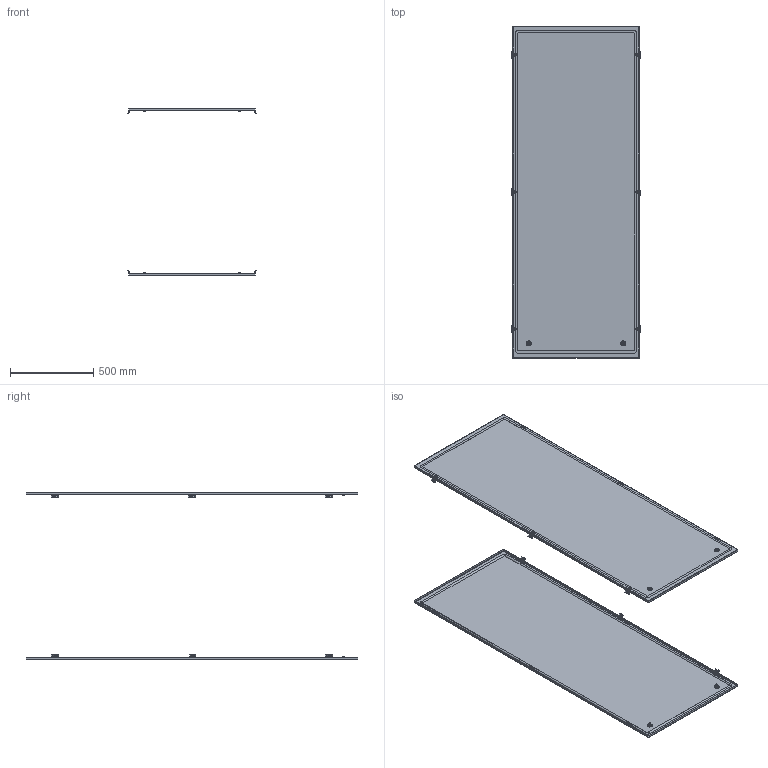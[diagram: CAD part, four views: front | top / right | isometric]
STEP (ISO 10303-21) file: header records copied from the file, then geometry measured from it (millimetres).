
FILE_DESCRIPTION (( 'STEP AP214' ), '1' );
FILE_NAME ('SPD 200.80 Ïàíåëü áîêîâàÿ.STEP', '2023-11-27T11:53:21', ( '' ), ( '' ), 'SwSTEP 2.0', 'SolidWorks 2019', '' );
FILE_SCHEMA (( 'AUTOMOTIVE_DESIGN' ));
Length unit declared in the file: millimetre
Products named in the file (3): SPD X.Y �� ������ �������_SPD 200.80 �� ������ �������; TS-008 Äåðæàòåëü áîêîâîé ïàíåëè; SPD 200.80 Ïàíåëü áîêîâàÿ
Assembly tree (14 placements, depth 2):
  SPD 200.80 Ïàíåëü áîêîâàÿ
    SPD X.Y �� ������ �������_SPD 200.80 �� ������ �������  x2
    TS-008 Äåðæàòåëü áîêîâîé ïàíåëè  x12
Bounding box: 772.85 x 1997 x 1010 mm (x, y, z)
Volume: 5198724.3 mm3; surface area: 6495033.6 mm2
Topology: 22 solids, 22 shells, 1288 faces, 3494 edges, 2250 vertices
Faces by surface type: cylinder 476, plane 360, torus 252, cone 168, bspline 32
Entity records: 18934 total; most frequent: CARTESIAN_POINT 9357, ORIENTED_EDGE 1916, DIRECTION 1762, EDGE_CURVE 958, AXIS2_PLACEMENT_3D 711, VERTEX_POINT 605, EDGE_LOOP 395, FACE_OUTER_BOUND 369
